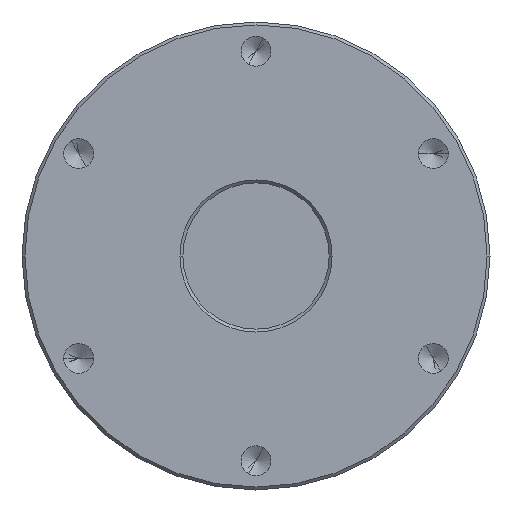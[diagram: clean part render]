
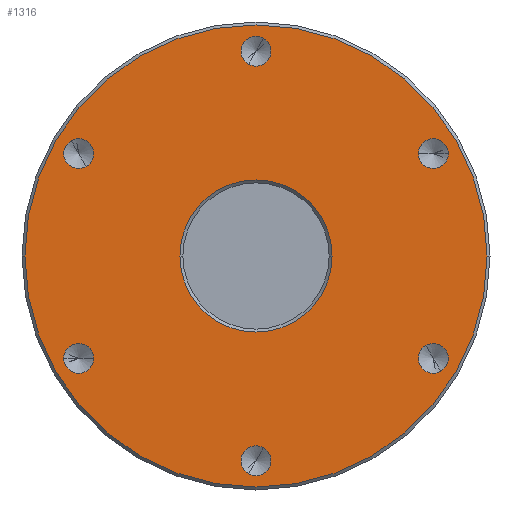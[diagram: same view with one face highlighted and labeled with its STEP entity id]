
A CAD part, left-side view. The second image highlights one B-rep face of the part: STEP entity #1316.
In plain terms, the highlighted planar face has unit normal (-1, 0, 0).
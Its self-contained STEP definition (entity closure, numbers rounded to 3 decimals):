
#309=CARTESIAN_POINT('',(0.,60.622,-35.));
#310=DIRECTION('',(-1.,0.,0.));
#311=DIRECTION('',(0.,1.,0.));
#312=AXIS2_PLACEMENT_3D('',#309,#310,#311);
#314=CARTESIAN_POINT('',(0.,60.622,-35.));
#315=DIRECTION('',(-1.,0.,0.));
#316=DIRECTION('',(0.,-1.,0.));
#317=AXIS2_PLACEMENT_3D('',#314,#315,#316);
#319=CARTESIAN_POINT('',(0.,60.622,35.));
#320=DIRECTION('',(-1.,0.,0.));
#321=DIRECTION('',(0.,0.5,0.866));
#322=AXIS2_PLACEMENT_3D('',#319,#320,#321);
#324=CARTESIAN_POINT('',(0.,60.622,35.));
#325=DIRECTION('',(-1.,0.,0.));
#326=DIRECTION('',(0.,-0.5,-0.866));
#327=AXIS2_PLACEMENT_3D('',#324,#325,#326);
#329=CARTESIAN_POINT('',(0.,0.,70.));
#330=DIRECTION('',(-1.,0.,0.));
#331=DIRECTION('',(0.,-0.5,0.866));
#332=AXIS2_PLACEMENT_3D('',#329,#330,#331);
#334=CARTESIAN_POINT('',(0.,0.,70.));
#335=DIRECTION('',(-1.,0.,0.));
#336=DIRECTION('',(0.,0.5,-0.866));
#337=AXIS2_PLACEMENT_3D('',#334,#335,#336);
#339=CARTESIAN_POINT('',(0.,-60.622,35.));
#340=DIRECTION('',(-1.,0.,0.));
#341=DIRECTION('',(0.,-1.,0.));
#342=AXIS2_PLACEMENT_3D('',#339,#340,#341);
#344=CARTESIAN_POINT('',(0.,-60.622,35.));
#345=DIRECTION('',(-1.,0.,0.));
#346=DIRECTION('',(0.,1.,0.));
#347=AXIS2_PLACEMENT_3D('',#344,#345,#346);
#349=CARTESIAN_POINT('',(0.,-60.622,-35.));
#350=DIRECTION('',(-1.,0.,0.));
#351=DIRECTION('',(0.,-0.5,-0.866));
#352=AXIS2_PLACEMENT_3D('',#349,#350,#351);
#354=CARTESIAN_POINT('',(0.,-60.622,-35.));
#355=DIRECTION('',(-1.,0.,0.));
#356=DIRECTION('',(0.,0.5,0.866));
#357=AXIS2_PLACEMENT_3D('',#354,#355,#356);
#359=CARTESIAN_POINT('',(0.,0.,-70.));
#360=DIRECTION('',(-1.,0.,0.));
#361=DIRECTION('',(0.,0.5,-0.866));
#362=AXIS2_PLACEMENT_3D('',#359,#360,#361);
#364=CARTESIAN_POINT('',(0.,0.,-70.));
#365=DIRECTION('',(-1.,0.,0.));
#366=DIRECTION('',(0.,-0.5,0.866));
#367=AXIS2_PLACEMENT_3D('',#364,#365,#366);
#369=CARTESIAN_POINT('',(0.,0.,0.));
#370=DIRECTION('',(-1.,0.,0.));
#371=DIRECTION('',(0.,1.,0.));
#372=AXIS2_PLACEMENT_3D('',#369,#370,#371);
#374=CARTESIAN_POINT('',(0.,0.,0.));
#375=DIRECTION('',(-1.,0.,0.));
#376=DIRECTION('',(0.,-1.,0.));
#377=AXIS2_PLACEMENT_3D('',#374,#375,#376);
#379=CARTESIAN_POINT('',(0.,0.,0.));
#380=DIRECTION('',(-1.,0.,0.));
#381=DIRECTION('',(0.,-1.,0.));
#382=AXIS2_PLACEMENT_3D('',#379,#380,#381);
#384=CARTESIAN_POINT('',(0.,0.,0.));
#385=DIRECTION('',(-1.,0.,0.));
#386=DIRECTION('',(0.,1.,0.));
#387=AXIS2_PLACEMENT_3D('',#384,#385,#386);
#715=CARTESIAN_POINT('',(0.,79.,0.));
#716=CARTESIAN_POINT('',(0.,-79.,0.));
#717=VERTEX_POINT('',#715);
#718=VERTEX_POINT('',#716);
#751=CARTESIAN_POINT('',(0.,-26.,0.));
#752=CARTESIAN_POINT('',(0.,26.,0.));
#753=VERTEX_POINT('',#751);
#754=VERTEX_POINT('',#752);
#761=CARTESIAN_POINT('',(0.,65.722,-35.));
#762=CARTESIAN_POINT('',(0.,55.522,-35.));
#763=VERTEX_POINT('',#761);
#764=VERTEX_POINT('',#762);
#771=CARTESIAN_POINT('',(0.,63.172,39.417));
#772=CARTESIAN_POINT('',(0.,58.072,30.583));
#773=VERTEX_POINT('',#771);
#774=VERTEX_POINT('',#772);
#781=CARTESIAN_POINT('',(0.,-2.55,74.417));
#782=CARTESIAN_POINT('',(0.,2.55,65.583));
#783=VERTEX_POINT('',#781);
#784=VERTEX_POINT('',#782);
#791=CARTESIAN_POINT('',(0.,-65.722,35.));
#792=CARTESIAN_POINT('',(0.,-55.522,35.));
#793=VERTEX_POINT('',#791);
#794=VERTEX_POINT('',#792);
#801=CARTESIAN_POINT('',(0.,-63.172,-39.417));
#802=CARTESIAN_POINT('',(0.,-58.072,-30.583));
#803=VERTEX_POINT('',#801);
#804=VERTEX_POINT('',#802);
#811=CARTESIAN_POINT('',(0.,2.55,-74.417));
#812=CARTESIAN_POINT('',(0.,-2.55,-65.583));
#813=VERTEX_POINT('',#811);
#814=VERTEX_POINT('',#812);
#1264=CARTESIAN_POINT('',(0.,0.,0.));
#1265=DIRECTION('',(1.,0.,0.));
#1266=DIRECTION('',(0.,-1.,0.));
#1267=AXIS2_PLACEMENT_3D('',#1264,#1265,#1266);
#1268=PLANE('',#1267);
#1269=ORIENTED_EDGE('',*,*,#1254,.F.);
#1271=ORIENTED_EDGE('',*,*,#1270,.F.);
#1272=EDGE_LOOP('',(#1269,#1271));
#1273=FACE_OUTER_BOUND('',#1272,.F.);
#1275=ORIENTED_EDGE('',*,*,#1274,.T.);
#1277=ORIENTED_EDGE('',*,*,#1276,.T.);
#1278=EDGE_LOOP('',(#1275,#1277));
#1279=FACE_BOUND('',#1278,.F.);
#1281=ORIENTED_EDGE('',*,*,#1280,.T.);
#1283=ORIENTED_EDGE('',*,*,#1282,.T.);
#1284=EDGE_LOOP('',(#1281,#1283));
#1285=FACE_BOUND('',#1284,.F.);
#1287=ORIENTED_EDGE('',*,*,#1286,.T.);
#1289=ORIENTED_EDGE('',*,*,#1288,.T.);
#1290=EDGE_LOOP('',(#1287,#1289));
#1291=FACE_BOUND('',#1290,.F.);
#1293=ORIENTED_EDGE('',*,*,#1292,.T.);
#1295=ORIENTED_EDGE('',*,*,#1294,.T.);
#1296=EDGE_LOOP('',(#1293,#1295));
#1297=FACE_BOUND('',#1296,.F.);
#1299=ORIENTED_EDGE('',*,*,#1298,.T.);
#1301=ORIENTED_EDGE('',*,*,#1300,.T.);
#1302=EDGE_LOOP('',(#1299,#1301));
#1303=FACE_BOUND('',#1302,.F.);
#1305=ORIENTED_EDGE('',*,*,#1304,.T.);
#1307=ORIENTED_EDGE('',*,*,#1306,.T.);
#1308=EDGE_LOOP('',(#1305,#1307));
#1309=FACE_BOUND('',#1308,.F.);
#1311=ORIENTED_EDGE('',*,*,#1310,.T.);
#1313=ORIENTED_EDGE('',*,*,#1312,.T.);
#1314=EDGE_LOOP('',(#1311,#1313));
#1315=FACE_BOUND('',#1314,.F.);
#1316=ADVANCED_FACE('',(#1273,#1279,#1285,#1291,#1297,#1303,#1309,#1315),#1268,
.F.);
#313=CIRCLE('',#312,5.1);
#318=CIRCLE('',#317,5.1);
#323=CIRCLE('',#322,5.1);
#328=CIRCLE('',#327,5.1);
#333=CIRCLE('',#332,5.1);
#338=CIRCLE('',#337,5.1);
#343=CIRCLE('',#342,5.1);
#348=CIRCLE('',#347,5.1);
#353=CIRCLE('',#352,5.1);
#358=CIRCLE('',#357,5.1);
#363=CIRCLE('',#362,5.1);
#368=CIRCLE('',#367,5.1);
#373=CIRCLE('',#372,79.);
#378=CIRCLE('',#377,79.);
#383=CIRCLE('',#382,26.);
#388=CIRCLE('',#387,26.);
#1254=EDGE_CURVE('',#717,#718,#373,.T.);
#1270=EDGE_CURVE('',#718,#717,#378,.T.);
#1274=EDGE_CURVE('',#773,#774,#323,.T.);
#1276=EDGE_CURVE('',#774,#773,#328,.T.);
#1280=EDGE_CURVE('',#783,#784,#333,.T.);
#1282=EDGE_CURVE('',#784,#783,#338,.T.);
#1286=EDGE_CURVE('',#793,#794,#343,.T.);
#1288=EDGE_CURVE('',#794,#793,#348,.T.);
#1292=EDGE_CURVE('',#803,#804,#353,.T.);
#1294=EDGE_CURVE('',#804,#803,#358,.T.);
#1298=EDGE_CURVE('',#813,#814,#363,.T.);
#1300=EDGE_CURVE('',#814,#813,#368,.T.);
#1304=EDGE_CURVE('',#763,#764,#313,.T.);
#1306=EDGE_CURVE('',#764,#763,#318,.T.);
#1310=EDGE_CURVE('',#753,#754,#383,.T.);
#1312=EDGE_CURVE('',#754,#753,#388,.T.);
